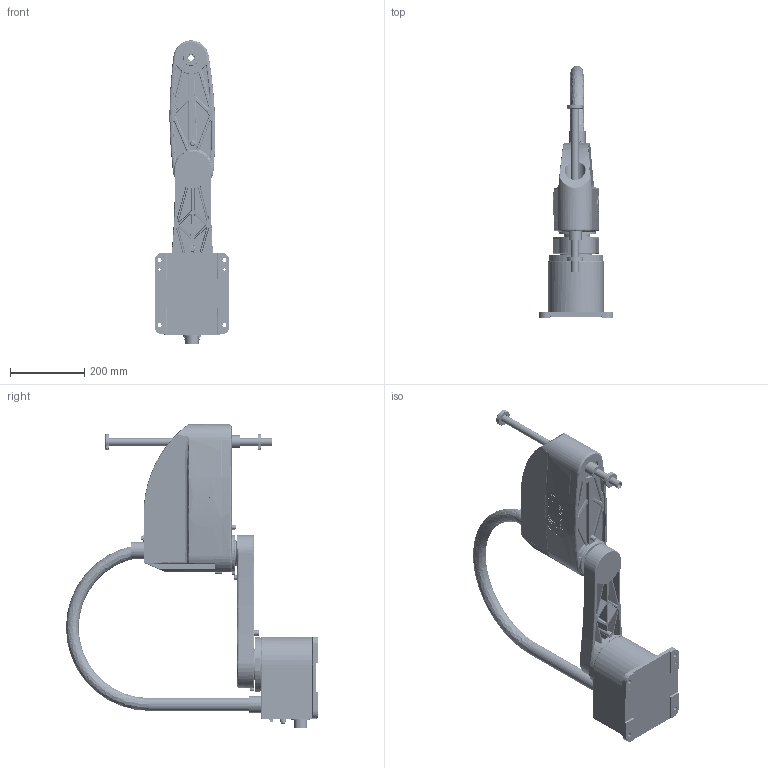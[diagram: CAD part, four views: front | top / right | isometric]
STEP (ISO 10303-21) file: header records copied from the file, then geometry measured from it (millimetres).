
FILE_DESCRIPTION (( 'STEP AP214' ), '1' );
FILE_NAME ('RHS1-10H6020P4-SS3.STEP', '2023-03-28T02:37:49', ( '桲漆韓' ), ( '' ), 'SwSTEP 2.0', 'SolidWorks 2020', '' );
FILE_SCHEMA (( 'AUTOMOTIVE_DESIGN' ));
Length unit declared in the file: millimetre
Products named in the file (64): RHS1-10H6020P4-HSHCS M3X10-S; RHS1-10H6020P4-2580-RLUN; RHS1-10H6020P4-HS-20-50-I-JCZZNQ; RHS1-10H6020P4-HGLN001003.AXDB; RHS1-10H6020P4-HSHCS M3X8-S_2; RHS1-10H6020P4-F34.5-M32; RHS1-10H6020P4-GJYF2; RHS1-10H6020P4-2050-RL; RHS1-10H6020P4-GJYF0; RHS1-10H6020P4-HGLN003007.AHCWZ; RHS1-10H6020P4-GJMFQ1; RHS1-10H6020P4-HS-25-RXZCNQA; RHS1-10H6020P4-HGLN001001.ADZ; RHS1-10H6020P4-HGLN003005.AXLGDB; RHS1-10H6020P4-GJMFQ3; RHS1-10H6020P4-HGLN001000.ADZZ; RHS1-10H6020P4-600BWG; RHS1-10H6020P4-HS-RXZCWQ; RHS1-10H6020P4-SS3; RHS1-10H6020P4-BWGJTOU; RHS1-10H6020P4-HS-20-50-I-GLOXQ; RHS1-10H6020P4-HGLN001005.AZXB; RHS1-10H6020P4-HS-20-JCZCWQ; RHS1-10H6020P4-HS-25-RXZCZPT; RHS1-10H6020P4-HS-20-50-I-JSQ3D; RHS1-10H6020P4-HS-25-JSUQ3D; RHS1-10H6020P4-HS-25-TYTLZ; RHS1-10H6020P4-D20-B10; RHS1-10H6020P4-HS-RXZCGZ; RHS1-10H6020P4-HS-25-RXZCBCJ; RHS1-10H6020P4-HS-RXZCZPT; RHS1-10H6020P4-DB15; RHS1-10H6020P4-HS-25-JCZZNQ; RHS1-10H6020P4-HSHCS M2X6-C; RHS1-10H6020P4-HS-25-RXZCWQ; RHS1-10H6020P4-GJMFQ2; RHS1-10H6020P4-HS-25-JCZCZPT; RHS1-10H6020P4-HS-JCZCZPT; RHS1-10H6020P4-HGLN003001.AXBJ2Z; RHS1-10H6020P4-GJYF1 ...
Assembly tree (125 placements, depth 6):
  RHS1-10H6020P4-SS3
    RHS1-10H6020P4-HGLN001000.ADZZ
      RHS1-10H6020P4-HGLN001001.ADZ
      RHS1-10H6020P4-HGLN001002.AFLP
      RHS1-10H6020P4-HGLN001003.AXDB
      RHS1-10H6020P4-HGLN001005.AZXB
      RHS1-10H6020P4-DB15
      RHS1-10H6020P4-BPM6  x2
      RHS1-10H6020P4-BWGJTOU
      RHS1-10H6020P4-F34.5-M32
      RHS1-10H6020P4-HS-25-JSUQ3D
        RHS1-10H6020P4-HS-25-TYTLZ
        RHS1-10H6020P4-HS-25-RXZCZPT
          RHS1-10H6020P4-HS-25-RXZCBCJ
          RHS1-10H6020P4-HS-25-RXZCGZ  x23
          RHS1-10H6020P4-HS-25-RXZCNQA
          RHS1-10H6020P4-HS-25-RXZCWQ
        RHS1-10H6020P4-HS-25-JCZCZPT
          RHS1-10H6020P4-HS-25-JCZCOXQ
          RHS1-10H6020P4-HS-25-JCZZNQ
          RHS1-10H6020P4-HS-25-JCZCWQ
          RHS1-10H6020P4-HS-25-JCZCNQXJA
          RHS1-10H6020P4-HSHCS M2X6-S_1
          RHS1-10H6020P4-HS-GJYFZPT
            RHS1-10H6020P4-GJMFQ1
            RHS1-10H6020P4-GJMFQ2
            RHS1-10H6020P4-GJMFQ3
        RHS1-10H6020P4-HS-25-GLUN
        RHS1-10H6020P4-HSHCS M3X10-S_1  x4
        RHS1-10H6020P4-HSHCS M3X8-S_2  x4
        RHS1-10H6020P4-2580-RLUN
    RHS1-10H6020P4-HGLN003000.AXB
      RHS1-10H6020P4-HGLN003001.AXBJ2Z
      RHS1-10H6020P4-SP0472-LEGZZCHJ
        RHS1-10H6020P4-LEHJ
        RHS1-10H6020P4-LESG20
      RHS1-10H6020P4-HS-20-50-I-JSQ3D
        RHS1-10H6020P4-HS-RXZCZPT
          RHS1-10H6020P4-HS-20-RXZCBCJ
          RHS1-10H6020P4-HS-RXZCGZ  x23
          RHS1-10H6020P4-HS-RXZCNQ
          RHS1-10H6020P4-HS-RXZCWQ
        RHS1-10H6020P4-HS-TYTLZ
        RHS1-10H6020P4-HS-JCZCZPT
          RHS1-10H6020P4-HS-20-50-I-JCZZNQ
          RHS1-10H6020P4-HS-20-JCZZNQXJ
          RHS1-10H6020P4-HS-20-JCZCWQ
          RHS1-10H6020P4-HSHCS M2X6-C
          RHS1-10H6020P4-GJYFZPTA
            RHS1-10H6020P4-GJYF0
            RHS1-10H6020P4-GJYF1
            RHS1-10H6020P4-GJYF2
        RHS1-10H6020P4-HS-20-50-I-GLUN
        RHS1-10H6020P4-HS-20-50-I-GLOXQ
        RHS1-10H6020P4-HSHCS M3X10-S  x4
        RHS1-10H6020P4-HSHCS M3X8-S_1  x4
        RHS1-10H6020P4-2050-RL
      RHS1-10H6020P4-HGLN003007.AHCWZ
      RHS1-10H6020P4-HGLN003005.AXLGDB
      RHS1-10H6020P4-BWGJTOU
Bounding box: 200 x 679.55 x 817.41 mm (x, y, z)
Volume: 9144243.4 mm3; surface area: 1570197.7 mm2
Topology: 113 solids, 115 shells, 7510 faces, 17956 edges, 10642 vertices
Faces by surface type: cone 2986, cylinder 2532, plane 1261, bspline 431, torus 208, sphere 92
Entity records: 155814 total; most frequent: CARTESIAN_POINT 44331, DIRECTION 24185, ORIENTED_EDGE 22144, EDGE_CURVE 11072, AXIS2_PLACEMENT_3D 9810, VERTEX_POINT 6805, CIRCLE 5471, EDGE_LOOP 5225
